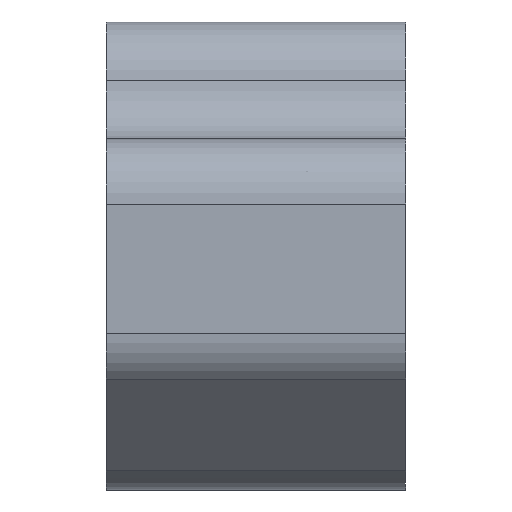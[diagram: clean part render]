
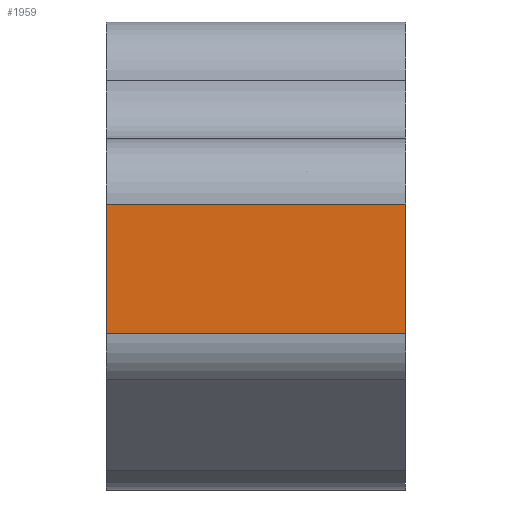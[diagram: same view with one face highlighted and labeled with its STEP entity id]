
A CAD part, left-side view. The second image highlights one B-rep face of the part: STEP entity #1959.
In plain terms, the highlighted planar face has unit normal (-1, 0, 0).
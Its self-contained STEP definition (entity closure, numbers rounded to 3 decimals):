
#172=LINE('',#3125,#354);
#173=LINE('',#3128,#355);
#174=LINE('',#3130,#356);
#175=LINE('',#3132,#357);
#354=VECTOR('',#2293,1000.);
#355=VECTOR('',#2294,1000.);
#356=VECTOR('',#2295,1000.);
#357=VECTOR('',#2296,1000.);
#545=ORIENTED_EDGE('',*,*,#1121,.F.);
#546=ORIENTED_EDGE('',*,*,#1122,.T.);
#547=ORIENTED_EDGE('',*,*,#1123,.T.);
#548=ORIENTED_EDGE('',*,*,#1124,.T.);
#1121=EDGE_CURVE('',#1409,#1410,#172,.T.);
#1122=EDGE_CURVE('',#1409,#1411,#173,.F.);
#1123=EDGE_CURVE('',#1411,#1412,#174,.T.);
#1124=EDGE_CURVE('',#1412,#1410,#175,.T.);
#1409=VERTEX_POINT('',#3126);
#1410=VERTEX_POINT('',#3127);
#1411=VERTEX_POINT('',#3129);
#1412=VERTEX_POINT('',#3131);
#1611=EDGE_LOOP('',(#545,#546,#547,#548));
#1757=FACE_BOUND('',#1611,.T.);
#1897=PLANE('',#2086);
#1959=ADVANCED_FACE('',(#1757),#1897,.T.);
#2086=AXIS2_PLACEMENT_3D('',#3124,#2291,#2292);
#2291=DIRECTION('',(-1.,0.,0.));
#2292=DIRECTION('',(0.,0.,1.));
#2293=DIRECTION('',(0.,0.,-1.));
#2294=DIRECTION('',(0.,-1.,0.));
#2295=DIRECTION('',(0.,0.,-1.));
#2296=DIRECTION('',(0.,-1.,0.));
#3124=CARTESIAN_POINT('',(-25.,11.5,22.42));
#3125=CARTESIAN_POINT('',(-25.,-11.5,22.42));
#3126=CARTESIAN_POINT('',(-25.,-11.5,22.));
#3127=CARTESIAN_POINT('',(-25.,-11.5,12.071));
#3128=CARTESIAN_POINT('',(-25.,11.5,22.));
#3129=CARTESIAN_POINT('',(-25.,11.5,22.));
#3130=CARTESIAN_POINT('',(-25.,11.5,22.42));
#3131=CARTESIAN_POINT('',(-25.,11.5,12.071));
#3132=CARTESIAN_POINT('',(-25.,11.5,12.071));
